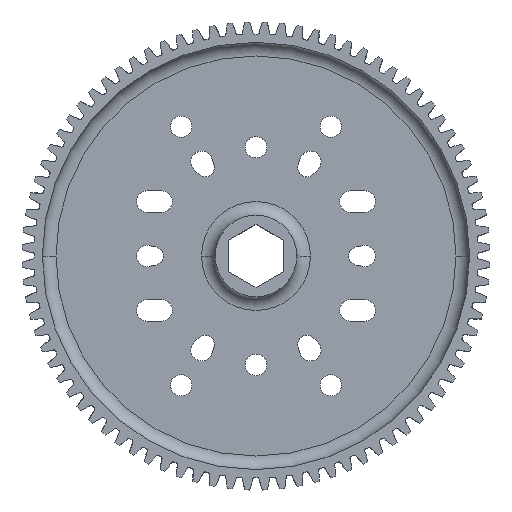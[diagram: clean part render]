
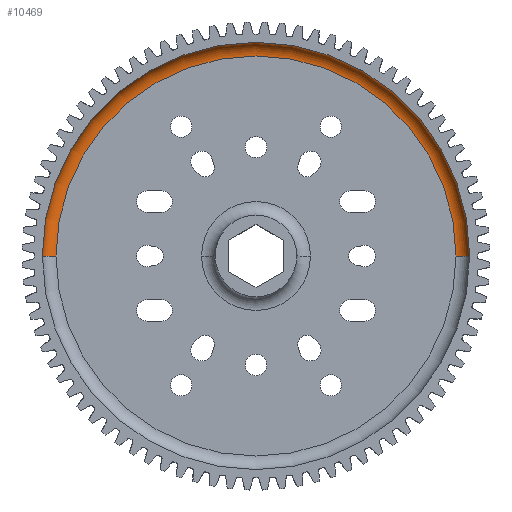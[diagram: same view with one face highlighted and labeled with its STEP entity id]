
A CAD part, top view. The second image highlights one B-rep face of the part: STEP entity #10469.
In plain terms, the highlighted toroidal (fillet/blend) face has major radius 46.672 mm and minor radius 3.175 mm.
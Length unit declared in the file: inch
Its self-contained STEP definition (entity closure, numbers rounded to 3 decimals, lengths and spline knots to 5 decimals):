
#810 = ORIENTED_EDGE ( 'NONE', *, *, #19924, .F. ) ;
#2571 = ORIENTED_EDGE ( 'NONE', *, *, #14765, .F. ) ;
#4742 = AXIS2_PLACEMENT_3D ( 'NONE', #9709, #34662, #25379 ) ;
#4776 = CARTESIAN_POINT ( 'NONE',  ( 1.8375, 0., -0.0975 ) ) ;
#5087 = CARTESIAN_POINT ( 'NONE',  ( 0., 0., 0.0275 ) ) ;
#5607 = AXIS2_PLACEMENT_3D ( 'NONE', #5087, #10883, #32938 ) ;
#9709 = CARTESIAN_POINT ( 'NONE',  ( 0., 0., 0.0275 ) ) ;
#10469 = ADVANCED_FACE ( 'NONE', ( #12798 ), #29789, .F. ) ;
#10883 = DIRECTION ( 'NONE',  ( 0., 0., -1. ) ) ;
#11639 = ORIENTED_EDGE ( 'NONE', *, *, #15513, .F. ) ;
#12096 = CIRCLE ( 'NONE', #12768, 1.8375 ) ;
#12768 = AXIS2_PLACEMENT_3D ( 'NONE', #12872, #25239, #31839 ) ;
#12798 = FACE_OUTER_BOUND ( 'NONE', #31874, .T. ) ;
#12872 = CARTESIAN_POINT ( 'NONE',  ( 0., 0., -0.0975 ) ) ;
#14765 = EDGE_CURVE ( 'NONE', #32776, #17043, #33850, .T. ) ;
#15513 = EDGE_CURVE ( 'NONE', #32916, #32776, #12096, .T. ) ;
#17043 = VERTEX_POINT ( 'NONE', #26625 ) ;
#19892 = VERTEX_POINT ( 'NONE', #32540 ) ;
#19924 = EDGE_CURVE ( 'NONE', #17043, #19892, #35265, .T. ) ;
#21377 = DIRECTION ( 'NONE',  ( 0., -1., 0. ) ) ;
#22073 = AXIS2_PLACEMENT_3D ( 'NONE', #25083, #21377, #31067 ) ;
#25083 = CARTESIAN_POINT ( 'NONE',  ( 1.8375, 0., 0.0275 ) ) ;
#25239 = DIRECTION ( 'NONE',  ( 0., 0., 1. ) ) ;
#25379 = DIRECTION ( 'NONE',  ( 1., 0., 0. ) ) ;
#25760 = DIRECTION ( 'NONE',  ( -1., 0., 0. ) ) ;
#25968 = CARTESIAN_POINT ( 'NONE',  ( -1.8375, 0., 0.0275 ) ) ;
#26625 = CARTESIAN_POINT ( 'NONE',  ( -1.9625, 0., 0.0275 ) ) ;
#29154 = ORIENTED_EDGE ( 'NONE', *, *, #37442, .T. ) ;
#29789 = TOROIDAL_SURFACE ( 'NONE', #4742, 1.8375, 0.125 ) ;
#31067 = DIRECTION ( 'NONE',  ( 0., 0., -1. ) ) ;
#31839 = DIRECTION ( 'NONE',  ( 1., 0., 0. ) ) ;
#31874 = EDGE_LOOP ( 'NONE', ( #2571, #11639, #29154, #810 ) ) ;
#31881 = AXIS2_PLACEMENT_3D ( 'NONE', #25968, #38547, #25760 ) ;
#32540 = CARTESIAN_POINT ( 'NONE',  ( 1.9625, 0., 0.0275 ) ) ;
#32776 = VERTEX_POINT ( 'NONE', #38111 ) ;
#32916 = VERTEX_POINT ( 'NONE', #4776 ) ;
#32938 = DIRECTION ( 'NONE',  ( 1., 0., 0. ) ) ;
#33850 = CIRCLE ( 'NONE', #31881, 0.125 ) ;
#34662 = DIRECTION ( 'NONE',  ( 0., 0., 1. ) ) ;
#35265 = CIRCLE ( 'NONE', #5607, 1.9625 ) ;
#37442 = EDGE_CURVE ( 'NONE', #32916, #19892, #38527, .T. ) ;
#38111 = CARTESIAN_POINT ( 'NONE',  ( -1.8375, 0., -0.0975 ) ) ;
#38527 = CIRCLE ( 'NONE', #22073, 0.125 ) ;
#38547 = DIRECTION ( 'NONE',  ( 0., 1., 0. ) ) ;
